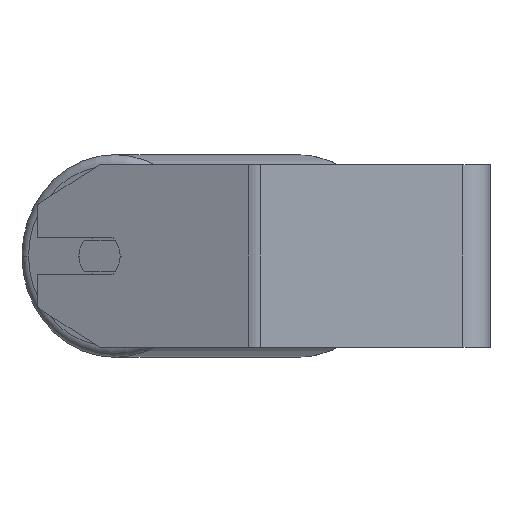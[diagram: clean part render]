
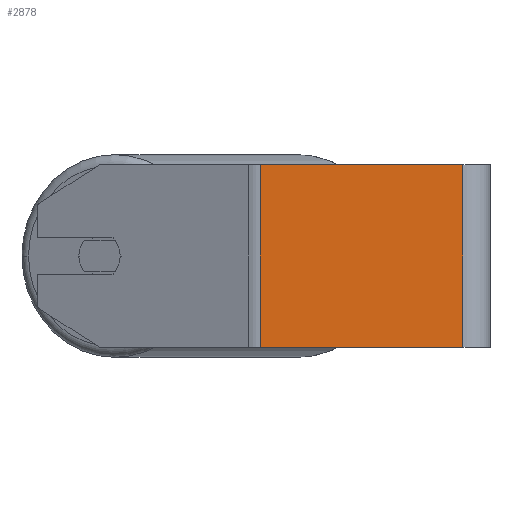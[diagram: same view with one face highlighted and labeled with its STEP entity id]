
A CAD part, left-side view. The second image highlights one B-rep face of the part: STEP entity #2878.
In plain terms, the highlighted planar face has unit normal (-1, 0, 0).
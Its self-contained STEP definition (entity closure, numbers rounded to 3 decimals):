
#71 = DIRECTION ( 'NONE',  ( 0., -1., 0. ) ) ;
#1071 = ORIENTED_EDGE ( 'NONE', *, *, #5621, .T. ) ;
#1099 = VECTOR ( 'NONE', #4490, 1000. ) ;
#1155 = CARTESIAN_POINT ( 'NONE',  ( -245., 12., -40. ) ) ;
#1660 = LINE ( 'NONE', #4936, #3448 ) ;
#1689 = DIRECTION ( 'NONE',  ( 1., 0., 0. ) ) ;
#2244 = CARTESIAN_POINT ( 'NONE',  ( -245., 100.811, 40. ) ) ;
#2286 = CARTESIAN_POINT ( 'NONE',  ( -245., 103.471, 40. ) ) ;
#2322 = DIRECTION ( 'NONE',  ( 0., -1., 0. ) ) ;
#2666 = VECTOR ( 'NONE', #4394, 1000. ) ;
#2866 = CARTESIAN_POINT ( 'NONE',  ( -245., 100.811, 40. ) ) ;
#2878 = ADVANCED_FACE ( 'NONE', ( #5034 ), #6088, .F. ) ;
#3246 = EDGE_LOOP ( 'NONE', ( #1071, #5344, #6243, #6825 ) ) ;
#3448 = VECTOR ( 'NONE', #2322, 1000. ) ;
#3563 = VECTOR ( 'NONE', #71, 1000. ) ;
#4113 = AXIS2_PLACEMENT_3D ( 'NONE', #2286, #1689, #4435 ) ;
#4377 = EDGE_CURVE ( 'NONE', #6440, #5674, #1660, .T. ) ;
#4387 = CARTESIAN_POINT ( 'NONE',  ( -245., 12., 40. ) ) ;
#4394 = DIRECTION ( 'NONE',  ( 0., 0., -1. ) ) ;
#4435 = DIRECTION ( 'NONE',  ( 0., 0., -1. ) ) ;
#4490 = DIRECTION ( 'NONE',  ( 0., 0., -1. ) ) ;
#4820 = VERTEX_POINT ( 'NONE', #6572 ) ;
#4879 = EDGE_CURVE ( 'NONE', #6440, #4820, #5092, .T. ) ;
#4900 = CARTESIAN_POINT ( 'NONE',  ( -245., 103.471, -40. ) ) ;
#4936 = CARTESIAN_POINT ( 'NONE',  ( -245., 103.471, 40. ) ) ;
#5034 = FACE_OUTER_BOUND ( 'NONE', #3246, .T. ) ;
#5092 = LINE ( 'NONE', #2244, #2666 ) ;
#5178 = EDGE_CURVE ( 'NONE', #5674, #5973, #6634, .T. ) ;
#5344 = ORIENTED_EDGE ( 'NONE', *, *, #5178, .F. ) ;
#5433 = LINE ( 'NONE', #4900, #3563 ) ;
#5621 = EDGE_CURVE ( 'NONE', #4820, #5973, #5433, .T. ) ;
#5674 = VERTEX_POINT ( 'NONE', #6164 ) ;
#5973 = VERTEX_POINT ( 'NONE', #1155 ) ;
#6088 = PLANE ( 'NONE',  #4113 ) ;
#6164 = CARTESIAN_POINT ( 'NONE',  ( -245., 12., 40. ) ) ;
#6243 = ORIENTED_EDGE ( 'NONE', *, *, #4377, .F. ) ;
#6440 = VERTEX_POINT ( 'NONE', #2866 ) ;
#6572 = CARTESIAN_POINT ( 'NONE',  ( -245., 100.811, -40. ) ) ;
#6634 = LINE ( 'NONE', #4387, #1099 ) ;
#6825 = ORIENTED_EDGE ( 'NONE', *, *, #4879, .T. ) ;
